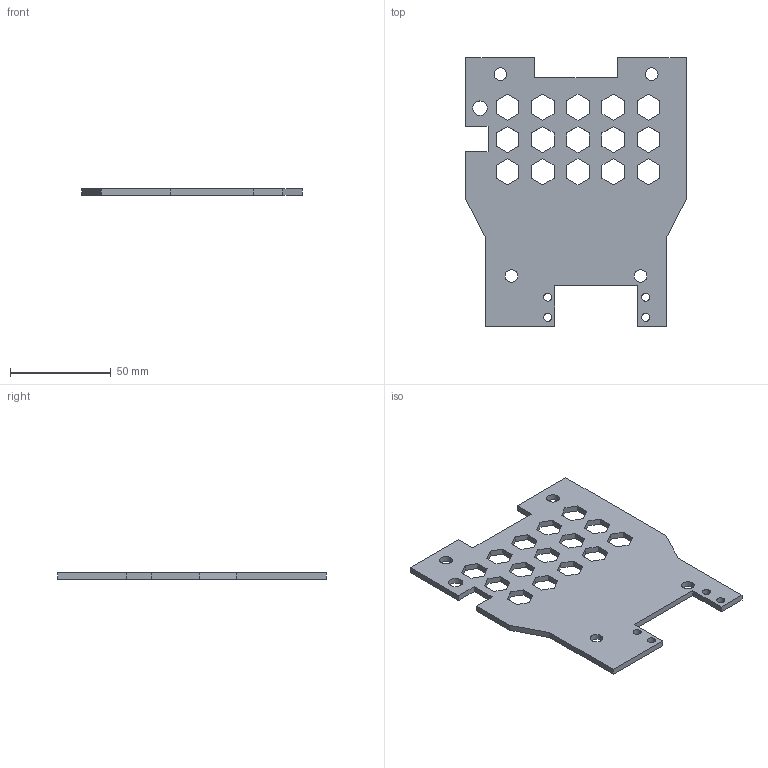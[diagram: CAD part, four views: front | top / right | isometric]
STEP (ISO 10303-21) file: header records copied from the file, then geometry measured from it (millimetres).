
FILE_DESCRIPTION (( 'STEP AP214' ), '1' );
FILE_NAME ('Upper_Base.STEP', '2025-11-10T19:35:22', ( '' ), ( '' ), 'SwSTEP 2.0', 'SolidWorks 2025', '' );
FILE_SCHEMA (( 'AUTOMOTIVE_DESIGN' ));
Length unit declared in the file: millimetre
Products named in the file (1): Upper_Base
Bounding box: 109.23 x 133 x 3 mm (x, y, z)
Volume: 30808 mm3; surface area: 24404 mm2
Topology: 1 solids, 1 shells, 130 faces, 384 edges, 256 vertices
Faces by surface type: plane 112, cylinder 18
Entity records: 4403 total; most frequent: CARTESIAN_POINT 771, ORIENTED_EDGE 768, DIRECTION 682, EDGE_CURVE 384, VECTOR 348, LINE 348, VERTEX_POINT 256, EDGE_LOOP 178
